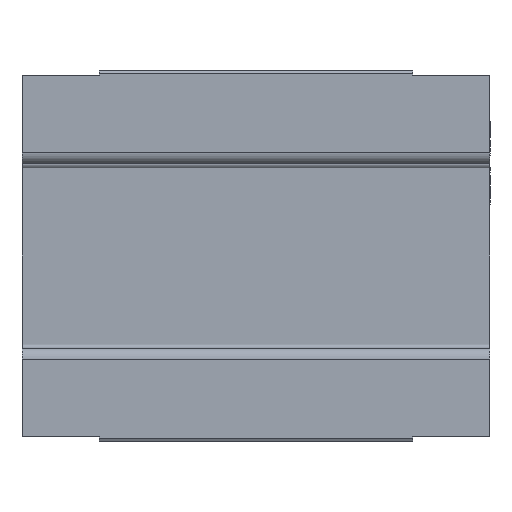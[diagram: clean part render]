
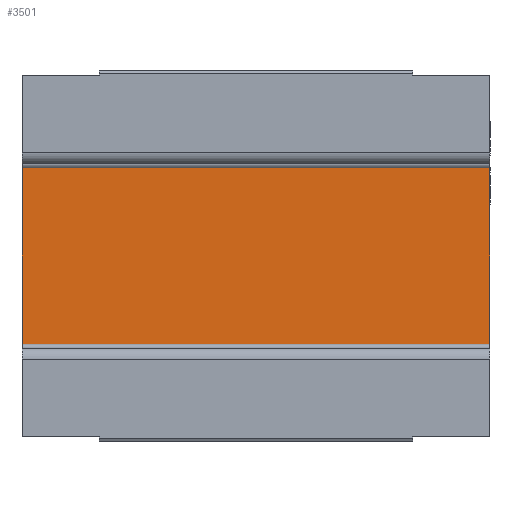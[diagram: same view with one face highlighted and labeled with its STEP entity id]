
A CAD part, front view. The second image highlights one B-rep face of the part: STEP entity #3501.
In plain terms, the highlighted planar face has unit normal (0, -1, 0).
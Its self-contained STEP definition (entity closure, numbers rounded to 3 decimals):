
#244 = VERTEX_POINT ( 'NONE', #2417 ) ;
#246 = EDGE_CURVE ( 'NONE', #247, #244, #2416, .T. ) ;
#247 = VERTEX_POINT ( 'NONE', #2412 ) ;
#2412 = CARTESIAN_POINT ( 'NONE',  ( -65.8, 5.2, 6.65 ) ) ;
#2413 = DIRECTION ( 'NONE',  ( 0., 0., -1. ) ) ;
#2414 = VECTOR ( 'NONE', #2413, 1000. ) ;
#2415 = CARTESIAN_POINT ( 'NONE',  ( -65.8, 5.2, -7. ) ) ;
#2416 = LINE ( 'NONE', #2415, #2414 ) ;
#2417 = CARTESIAN_POINT ( 'NONE',  ( -65.8, 5.2, -6.65 ) ) ;
#3483 = ORIENTED_EDGE ( 'NONE', *, *, #3484, .T. ) ;
#3484 = EDGE_CURVE ( 'NONE', #4024, #247, #12820, .T. ) ;
#3501 = ADVANCED_FACE ( 'NONE', ( #12852 ), #12856, .F. ) ;
#3502 = EDGE_LOOP ( 'NONE', ( #3503, #3504, #3506, #3483 ) ) ;
#3503 = ORIENTED_EDGE ( 'NONE', *, *, #246, .T. ) ;
#3504 = ORIENTED_EDGE ( 'NONE', *, *, #3505, .T. ) ;
#3505 = EDGE_CURVE ( 'NONE', #244, #4027, #12847, .T. ) ;
#3506 = ORIENTED_EDGE ( 'NONE', *, *, #4026, .T. ) ;
#4024 = VERTEX_POINT ( 'NONE', #13319 ) ;
#4026 = EDGE_CURVE ( 'NONE', #4027, #4024, #13318, .T. ) ;
#4027 = VERTEX_POINT ( 'NONE', #13314 ) ;
#12813 = DIRECTION ( 'NONE',  ( -1., 0., 0. ) ) ;
#12814 = VECTOR ( 'NONE', #12813, 1000. ) ;
#12815 = CARTESIAN_POINT ( 'NONE',  ( -65.8, 5.2, 6.65 ) ) ;
#12820 = LINE ( 'NONE', #12815, #12814 ) ;
#12844 = DIRECTION ( 'NONE',  ( 1., 0., 0. ) ) ;
#12845 = VECTOR ( 'NONE', #12844, 1000. ) ;
#12846 = CARTESIAN_POINT ( 'NONE',  ( -34.2, 5.2, -6.65 ) ) ;
#12847 = LINE ( 'NONE', #12846, #12845 ) ;
#12848 = DIRECTION ( 'NONE',  ( 0., 0., 1. ) ) ;
#12849 = DIRECTION ( 'NONE',  ( 0., 1., 0. ) ) ;
#12850 = CARTESIAN_POINT ( 'NONE',  ( -170., 5.2, 7. ) ) ;
#12851 = AXIS2_PLACEMENT_3D ( 'NONE', #12850, #12849, #12848 ) ;
#12852 = FACE_OUTER_BOUND ( 'NONE', #3502, .T. ) ;
#12856 = PLANE ( 'NONE',  #12851 ) ;
#13314 = CARTESIAN_POINT ( 'NONE',  ( -34.2, 5.2, -6.65 ) ) ;
#13315 = DIRECTION ( 'NONE',  ( 0., 0., 1. ) ) ;
#13316 = VECTOR ( 'NONE', #13315, 1000. ) ;
#13317 = CARTESIAN_POINT ( 'NONE',  ( -34.2, 5.2, -7. ) ) ;
#13318 = LINE ( 'NONE', #13317, #13316 ) ;
#13319 = CARTESIAN_POINT ( 'NONE',  ( -34.2, 5.2, 6.65 ) ) ;
